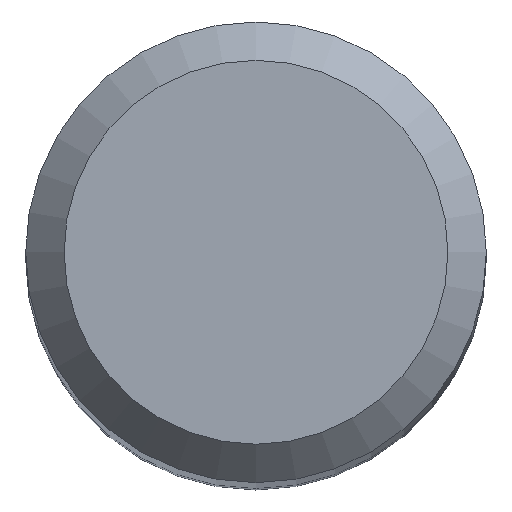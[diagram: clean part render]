
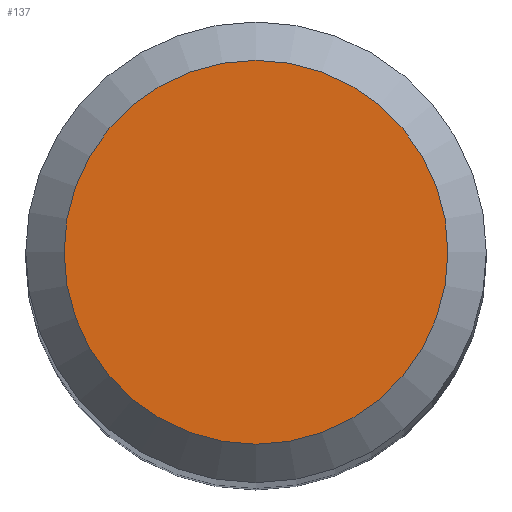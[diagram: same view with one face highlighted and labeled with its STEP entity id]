
A CAD part, top view. The second image highlights one B-rep face of the part: STEP entity #137.
In plain terms, the highlighted planar face has unit normal (0, 0, 1).
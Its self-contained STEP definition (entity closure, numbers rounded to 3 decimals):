
#15 = DIRECTION ( 'NONE',  ( 0., 0., -1. ) ) ;
#29 = VERTEX_POINT ( 'NONE', #43 ) ;
#41 = EDGE_LOOP ( 'NONE', ( #51 ) ) ;
#43 = CARTESIAN_POINT ( 'NONE',  ( 0., 2.5, 55. ) ) ;
#47 = CIRCLE ( 'NONE', #127, 2.5 ) ;
#48 = CARTESIAN_POINT ( 'NONE',  ( 0., 0., 55. ) ) ;
#51 = ORIENTED_EDGE ( 'NONE', *, *, #153, .F. ) ;
#59 = DIRECTION ( 'NONE',  ( 0., 1., 0. ) ) ;
#112 = DIRECTION ( 'NONE',  ( 0., 1., 0. ) ) ;
#127 = AXIS2_PLACEMENT_3D ( 'NONE', #201, #15, #59 ) ;
#128 = PLANE ( 'NONE',  #200 ) ;
#131 = FACE_OUTER_BOUND ( 'NONE', #41, .T. ) ;
#137 = ADVANCED_FACE ( 'NONE', ( #131 ), #128, .F. ) ;
#153 = EDGE_CURVE ( 'NONE', #29, #29, #47, .T. ) ;
#179 = DIRECTION ( 'NONE',  ( 0., 0., -1. ) ) ;
#200 = AXIS2_PLACEMENT_3D ( 'NONE', #48, #179, #112 ) ;
#201 = CARTESIAN_POINT ( 'NONE',  ( 0., 0., 55. ) ) ;
